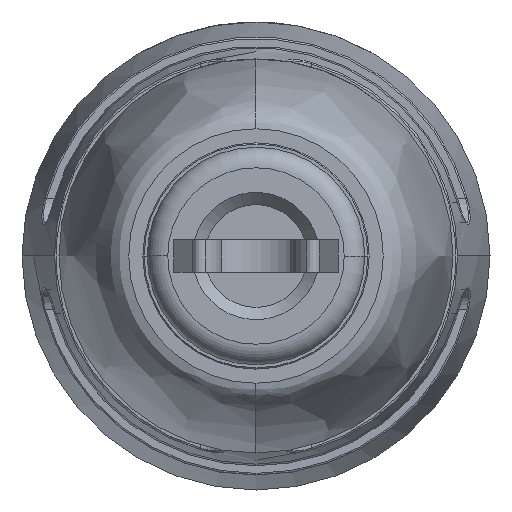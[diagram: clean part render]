
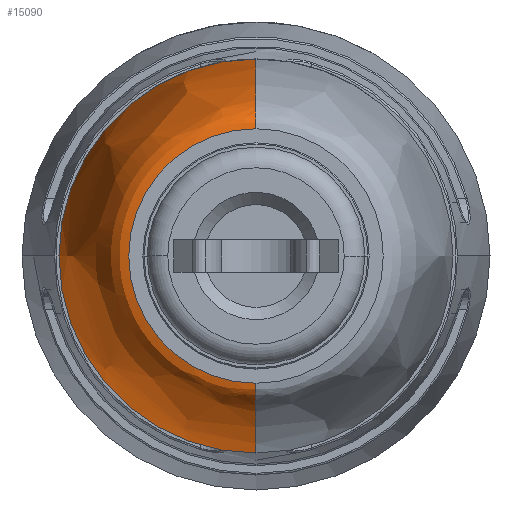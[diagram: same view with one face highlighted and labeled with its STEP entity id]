
A CAD part, left-side view. The second image highlights one B-rep face of the part: STEP entity #15090.
In plain terms, the highlighted free-form (B-spline) face has degree [3, 3] with [6, 4] control points.
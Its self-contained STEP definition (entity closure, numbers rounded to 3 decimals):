
#492 = DIRECTION ( 'NONE',  ( 0., 0., 1. ) ) ;
#1702 = DIRECTION ( 'NONE',  ( -1., 0., 0. ) ) ;
#1973 = CARTESIAN_POINT ( 'NONE',  ( -5.178, 3.1, 0. ) ) ;
#2244 = CARTESIAN_POINT ( 'NONE',  ( 0.153, 4.759, 0. ) ) ;
#2317 = VERTEX_POINT ( 'NONE', #15252 ) ;
#3979 = CARTESIAN_POINT ( 'NONE',  ( -5.178, -3.1, 0. ) ) ;
#4879 = CARTESIAN_POINT ( 'NONE',  ( 0.153, -4.759, 0. ) ) ;
#5252 = CARTESIAN_POINT ( 'NONE',  ( -3.247, -4.294, -8.588 ) ) ;
#5442 = CARTESIAN_POINT ( 'NONE',  ( 3.822, 0., 0. ) ) ;
#6250 = EDGE_CURVE ( 'NONE', #2317, #34261, #21748, .T. ) ;
#6814 = DIRECTION ( 'NONE',  ( -1., 0., 0. ) ) ;
#7209 = EDGE_LOOP ( 'NONE', ( #27588, #35308, #17532, #30930, #15599 ) ) ;
#7895 = AXIS2_PLACEMENT_3D ( 'NONE', #7919, #1702, #13845 ) ;
#7919 = CARTESIAN_POINT ( 'NONE',  ( 3.822, 0., 0. ) ) ;
#8173 = CARTESIAN_POINT ( 'NONE',  ( -5.178, -3.1, 0. ) ) ;
#10149 = CARTESIAN_POINT ( 'NONE',  ( 3.822, 0., -4.8 ) ) ;
#10229 = CIRCLE ( 'NONE', #7895, 4.8 ) ;
#10293 =( BOUNDED_SURFACE ( )  B_SPLINE_SURFACE ( 3, 3, ( 
 ( #11102, #11372, #13870, #38159 ),
 ( #17293, #10850, #20186, #29223 ),
 ( #2244, #25939, #26191, #14150 ),
 ( #17043, #25810, #5252, #28955 ),
 ( #38269, #28817, #31847, #35380 ),
 ( #1973, #14264, #32102, #8173 ) ),
 .UNSPECIFIED., .F., .F., .F. ) 
 B_SPLINE_SURFACE_WITH_KNOTS ( ( 4, 1, 1, 4 ),
 ( 4, 4 ),
 ( 0., 0.429, 0.529, 1. ),
 ( 0., 1. ),
 .UNSPECIFIED. ) 
 GEOMETRIC_REPRESENTATION_ITEM ( )  RATIONAL_B_SPLINE_SURFACE ( (
 ( 1., 0.333, 0.333, 1.),
 ( 1., 0.333, 0.333, 1.),
 ( 1., 0.333, 0.333, 1.),
 ( 1., 0.333, 0.333, 1.),
 ( 1., 0.333, 0.333, 1.),
 ( 1., 0.333, 0.333, 1.) ) ) 
 REPRESENTATION_ITEM ( '' )  SURFACE ( )  );
#10850 = CARTESIAN_POINT ( 'NONE',  ( 3.398, 4.8, -9.6 ) ) ;
#11102 = CARTESIAN_POINT ( 'NONE',  ( 3.822, 4.8, 0. ) ) ;
#11372 = CARTESIAN_POINT ( 'NONE',  ( 3.822, 4.8, -9.6 ) ) ;
#11420 = AXIS2_PLACEMENT_3D ( 'NONE', #33781, #6814, #492 ) ;
#13535 = VERTEX_POINT ( 'NONE', #10149 ) ;
#13845 = DIRECTION ( 'NONE',  ( 0., 0., 1. ) ) ;
#13870 = CARTESIAN_POINT ( 'NONE',  ( 3.822, -4.8, -9.6 ) ) ;
#14150 = CARTESIAN_POINT ( 'NONE',  ( 0.153, -4.759, 0. ) ) ;
#14264 = CARTESIAN_POINT ( 'NONE',  ( -5.178, 3.1, -6.2 ) ) ;
#14970 = CARTESIAN_POINT ( 'NONE',  ( 0.153, 4.759, 0. ) ) ;
#15090 = ADVANCED_FACE ( 'NONE', ( #34190 ), #10293, .F. ) ;
#15252 = CARTESIAN_POINT ( 'NONE',  ( 3.822, -4.8, 0. ) ) ;
#15599 = ORIENTED_EDGE ( 'NONE', *, *, #20354, .T. ) ;
#17043 = CARTESIAN_POINT ( 'NONE',  ( -3.247, 4.294, 0. ) ) ;
#17293 = CARTESIAN_POINT ( 'NONE',  ( 3.398, 4.8, 0. ) ) ;
#17532 = ORIENTED_EDGE ( 'NONE', *, *, #33630, .F. ) ;
#19084 = CARTESIAN_POINT ( 'NONE',  ( 3.822, 4.8, 0. ) ) ;
#19696 = CARTESIAN_POINT ( 'NONE',  ( -5.178, -3.71, 0. ) ) ;
#20186 = CARTESIAN_POINT ( 'NONE',  ( 3.398, -4.8, -9.6 ) ) ;
#20354 = EDGE_CURVE ( 'NONE', #21192, #13535, #10229, .T. ) ;
#20987 = CARTESIAN_POINT ( 'NONE',  ( -5.178, 3.1, 0. ) ) ;
#21192 = VERTEX_POINT ( 'NONE', #19084 ) ;
#21247 = CARTESIAN_POINT ( 'NONE',  ( 3.398, 4.8, 0. ) ) ;
#21487 = EDGE_CURVE ( 'NONE', #13535, #2317, #28520, .T. ) ;
#21748 = B_SPLINE_CURVE_WITH_KNOTS ( 'NONE', 3,
 ( #25960, #34513, #4879, #26085, #19696, #22942 ),
 .UNSPECIFIED., .F., .F.,
 ( 4, 1, 1, 4 ),
 ( 0., 0.429, 0.529, 1. ),
 .UNSPECIFIED. ) ;
#22942 = CARTESIAN_POINT ( 'NONE',  ( -5.178, -3.1, 0. ) ) ;
#25728 = B_SPLINE_CURVE_WITH_KNOTS ( 'NONE', 3,
 ( #33059, #21247, #14970, #38960, #33339, #20987 ),
 .UNSPECIFIED., .F., .F.,
 ( 4, 1, 1, 4 ),
 ( 0., 0.429, 0.529, 1. ),
 .UNSPECIFIED. ) ;
#25810 = CARTESIAN_POINT ( 'NONE',  ( -3.247, 4.294, -8.588 ) ) ;
#25939 = CARTESIAN_POINT ( 'NONE',  ( 0.153, 4.759, -9.518 ) ) ;
#25960 = CARTESIAN_POINT ( 'NONE',  ( 3.822, -4.8, 0. ) ) ;
#26085 = CARTESIAN_POINT ( 'NONE',  ( -3.247, -4.294, 0. ) ) ;
#26191 = CARTESIAN_POINT ( 'NONE',  ( 0.153, -4.759, -9.518 ) ) ;
#26623 = DIRECTION ( 'NONE',  ( 0., 0., 1. ) ) ;
#27279 = AXIS2_PLACEMENT_3D ( 'NONE', #5442, #32816, #26623 ) ;
#27588 = ORIENTED_EDGE ( 'NONE', *, *, #21487, .T. ) ;
#28041 = EDGE_CURVE ( 'NONE', #21192, #31048, #25728, .T. ) ;
#28520 = CIRCLE ( 'NONE', #27279, 4.8 ) ;
#28817 = CARTESIAN_POINT ( 'NONE',  ( -5.178, 3.71, -7.421 ) ) ;
#28955 = CARTESIAN_POINT ( 'NONE',  ( -3.247, -4.294, 0. ) ) ;
#29223 = CARTESIAN_POINT ( 'NONE',  ( 3.398, -4.8, 0. ) ) ;
#30930 = ORIENTED_EDGE ( 'NONE', *, *, #28041, .F. ) ;
#31048 = VERTEX_POINT ( 'NONE', #31355 ) ;
#31355 = CARTESIAN_POINT ( 'NONE',  ( -5.178, 3.1, 0. ) ) ;
#31847 = CARTESIAN_POINT ( 'NONE',  ( -5.178, -3.71, -7.421 ) ) ;
#32102 = CARTESIAN_POINT ( 'NONE',  ( -5.178, -3.1, -6.2 ) ) ;
#32816 = DIRECTION ( 'NONE',  ( -1., 0., 0. ) ) ;
#33059 = CARTESIAN_POINT ( 'NONE',  ( 3.822, 4.8, 0. ) ) ;
#33339 = CARTESIAN_POINT ( 'NONE',  ( -5.178, 3.71, 0. ) ) ;
#33630 = EDGE_CURVE ( 'NONE', #31048, #34261, #38246, .T. ) ;
#33781 = CARTESIAN_POINT ( 'NONE',  ( -5.178, 0., 0. ) ) ;
#34190 = FACE_OUTER_BOUND ( 'NONE', #7209, .T. ) ;
#34261 = VERTEX_POINT ( 'NONE', #3979 ) ;
#34513 = CARTESIAN_POINT ( 'NONE',  ( 3.398, -4.8, 0. ) ) ;
#35308 = ORIENTED_EDGE ( 'NONE', *, *, #6250, .T. ) ;
#35380 = CARTESIAN_POINT ( 'NONE',  ( -5.178, -3.71, 0. ) ) ;
#38159 = CARTESIAN_POINT ( 'NONE',  ( 3.822, -4.8, 0. ) ) ;
#38246 = CIRCLE ( 'NONE', #11420, 3.1 ) ;
#38269 = CARTESIAN_POINT ( 'NONE',  ( -5.178, 3.71, 0. ) ) ;
#38960 = CARTESIAN_POINT ( 'NONE',  ( -3.247, 4.294, 0. ) ) ;
